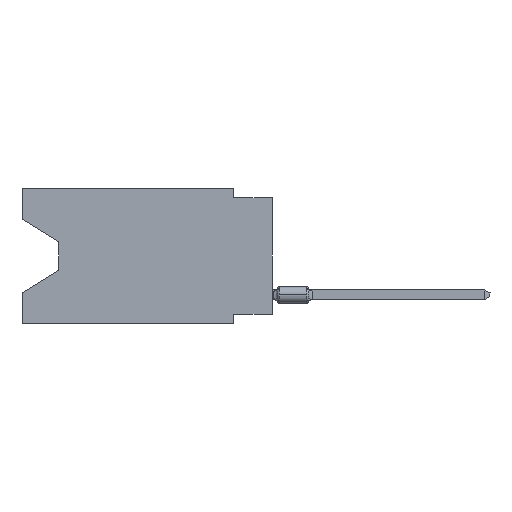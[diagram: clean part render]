
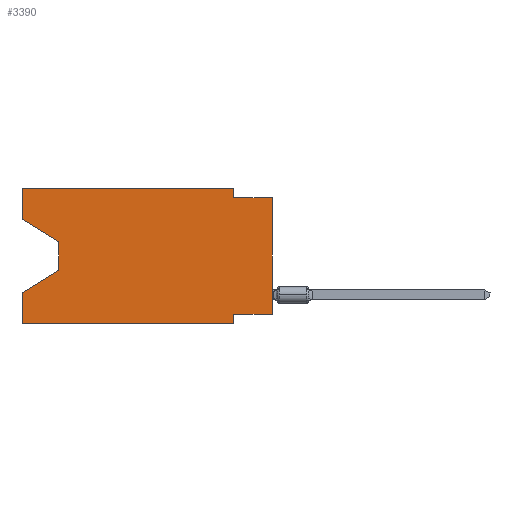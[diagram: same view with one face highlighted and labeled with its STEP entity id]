
A CAD part, left-side view. The second image highlights one B-rep face of the part: STEP entity #3390.
In plain terms, the highlighted planar face has unit normal (-1, 0, 0).
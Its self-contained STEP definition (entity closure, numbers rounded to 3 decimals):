
#1131 = CARTESIAN_POINT ( 'NONE',  ( 0., 16.383, -8.89 ) ) ;
#1951 = CARTESIAN_POINT ( 'NONE',  ( 0., 0., -0.635 ) ) ;
#2339 = VECTOR ( 'NONE', #97151, 1000. ) ;
#2727 = EDGE_CURVE ( 'NONE', #29678, #62199, #87889, .T. ) ;
#2862 = LINE ( 'NONE', #34063, #36476 ) ;
#3180 = CARTESIAN_POINT ( 'NONE',  ( 0., 16.383, -2.038 ) ) ;
#3390 = ADVANCED_FACE ( 'NONE', ( #55295 ), #38924, .F. ) ;
#3940 = VERTEX_POINT ( 'NONE', #56694 ) ;
#5950 = VECTOR ( 'NONE', #61031, 1000. ) ;
#6332 = LINE ( 'NONE', #68744, #45760 ) ;
#6867 = ORIENTED_EDGE ( 'NONE', *, *, #73797, .F. ) ;
#10454 = VERTEX_POINT ( 'NONE', #74262 ) ;
#10461 = ORIENTED_EDGE ( 'NONE', *, *, #79305, .F. ) ;
#12845 = CARTESIAN_POINT ( 'NONE',  ( 0., 2.54, -8.255 ) ) ;
#13276 = VERTEX_POINT ( 'NONE', #64975 ) ;
#13946 = VECTOR ( 'NONE', #96591, 1000. ) ;
#14377 = CARTESIAN_POINT ( 'NONE',  ( 0., 16.383, 0. ) ) ;
#14514 = DIRECTION ( 'NONE',  ( 0., -1., 0. ) ) ;
#15078 = CARTESIAN_POINT ( 'NONE',  ( 0., 0., 0. ) ) ;
#15450 = VERTEX_POINT ( 'NONE', #33845 ) ;
#15499 = DIRECTION ( 'NONE',  ( 0., 0., -1. ) ) ;
#19760 = VECTOR ( 'NONE', #14514, 1000. ) ;
#19986 = VECTOR ( 'NONE', #76846, 1000. ) ;
#21519 = EDGE_CURVE ( 'NONE', #10454, #53620, #57119, .T. ) ;
#22098 = CARTESIAN_POINT ( 'NONE',  ( 0., 16.383, 0. ) ) ;
#22745 = DIRECTION ( 'NONE',  ( 0., 0., 1. ) ) ;
#23627 = CARTESIAN_POINT ( 'NONE',  ( 0., 13.97, -5.385 ) ) ;
#24489 = ORIENTED_EDGE ( 'NONE', *, *, #42622, .T. ) ;
#24576 = DIRECTION ( 'NONE',  ( 1., 0., 0. ) ) ;
#25037 = EDGE_CURVE ( 'NONE', #15450, #42283, #37600, .T. ) ;
#27488 = ORIENTED_EDGE ( 'NONE', *, *, #94002, .T. ) ;
#27552 = LINE ( 'NONE', #50091, #2339 ) ;
#28343 = CARTESIAN_POINT ( 'NONE',  ( 0., 0., -0.635 ) ) ;
#28356 = LINE ( 'NONE', #83109, #19760 ) ;
#29678 = VERTEX_POINT ( 'NONE', #79832 ) ;
#32620 = CARTESIAN_POINT ( 'NONE',  ( 0., 16.383, 0. ) ) ;
#33845 = CARTESIAN_POINT ( 'NONE',  ( 0., 0., -8.255 ) ) ;
#34063 = CARTESIAN_POINT ( 'NONE',  ( 0., 0., -8.255 ) ) ;
#34160 = LINE ( 'NONE', #1951, #13946 ) ;
#36476 = VECTOR ( 'NONE', #61133, 1000. ) ;
#37600 = LINE ( 'NONE', #15078, #95871 ) ;
#37946 = ORIENTED_EDGE ( 'NONE', *, *, #21519, .T. ) ;
#38924 = PLANE ( 'NONE',  #43191 ) ;
#42092 = ORIENTED_EDGE ( 'NONE', *, *, #50912, .F. ) ;
#42283 = VERTEX_POINT ( 'NONE', #28343 ) ;
#42622 = EDGE_CURVE ( 'NONE', #29678, #10454, #49743, .T. ) ;
#43191 = AXIS2_PLACEMENT_3D ( 'NONE', #85522, #24576, #62463 ) ;
#45649 = LINE ( 'NONE', #22098, #19986 ) ;
#45760 = VECTOR ( 'NONE', #15499, 1000. ) ;
#45804 = CARTESIAN_POINT ( 'NONE',  ( 0., 16.383, -6.852 ) ) ;
#46362 = CARTESIAN_POINT ( 'NONE',  ( 0., 2.54, -8.89 ) ) ;
#49030 = ORIENTED_EDGE ( 'NONE', *, *, #88919, .F. ) ;
#49660 = VERTEX_POINT ( 'NONE', #46362 ) ;
#49743 = LINE ( 'NONE', #3180, #86288 ) ;
#50091 = CARTESIAN_POINT ( 'NONE',  ( 0., 2.54, -8.89 ) ) ;
#50912 = EDGE_CURVE ( 'NONE', #62967, #56826, #84489, .T. ) ;
#51557 = EDGE_CURVE ( 'NONE', #62967, #49660, #28356, .T. ) ;
#52405 = VECTOR ( 'NONE', #85499, 1000. ) ;
#53620 = VERTEX_POINT ( 'NONE', #60357 ) ;
#53926 = ORIENTED_EDGE ( 'NONE', *, *, #51557, .T. ) ;
#55295 = FACE_OUTER_BOUND ( 'NONE', #96649, .T. ) ;
#56636 = ORIENTED_EDGE ( 'NONE', *, *, #66168, .F. ) ;
#56694 = CARTESIAN_POINT ( 'NONE',  ( 0., 2.54, 0. ) ) ;
#56826 = VERTEX_POINT ( 'NONE', #45804 ) ;
#57119 = LINE ( 'NONE', #80657, #83325 ) ;
#58433 = DIRECTION ( 'NONE',  ( 0., -0.855, -0.519 ) ) ;
#60357 = CARTESIAN_POINT ( 'NONE',  ( 0., 13.97, -5.385 ) ) ;
#61031 = DIRECTION ( 'NONE',  ( 0., 0.855, -0.519 ) ) ;
#61133 = DIRECTION ( 'NONE',  ( 0., 1., 0. ) ) ;
#62199 = VERTEX_POINT ( 'NONE', #93176 ) ;
#62463 = DIRECTION ( 'NONE',  ( 0., 0., -1. ) ) ;
#62967 = VERTEX_POINT ( 'NONE', #1131 ) ;
#64359 = VECTOR ( 'NONE', #80212, 1000. ) ;
#64514 = ORIENTED_EDGE ( 'NONE', *, *, #2727, .F. ) ;
#64975 = CARTESIAN_POINT ( 'NONE',  ( 0., 2.54, -0.635 ) ) ;
#66168 = EDGE_CURVE ( 'NONE', #13276, #42283, #34160, .T. ) ;
#67373 = ORIENTED_EDGE ( 'NONE', *, *, #87855, .F. ) ;
#68744 = CARTESIAN_POINT ( 'NONE',  ( 0., 2.54, 0. ) ) ;
#70197 = LINE ( 'NONE', #23627, #5950 ) ;
#71457 = DIRECTION ( 'NONE',  ( 0., 0., -1. ) ) ;
#73797 = EDGE_CURVE ( 'NONE', #77629, #49660, #27552, .T. ) ;
#74262 = CARTESIAN_POINT ( 'NONE',  ( 0., 13.97, -3.505 ) ) ;
#76846 = DIRECTION ( 'NONE',  ( 0., -1., 0. ) ) ;
#77629 = VERTEX_POINT ( 'NONE', #12845 ) ;
#79305 = EDGE_CURVE ( 'NONE', #3940, #13276, #6332, .T. ) ;
#79832 = CARTESIAN_POINT ( 'NONE',  ( 0., 16.383, -2.038 ) ) ;
#80212 = DIRECTION ( 'NONE',  ( 0., 0., 1. ) ) ;
#80657 = CARTESIAN_POINT ( 'NONE',  ( 0., 13.97, -3.505 ) ) ;
#83109 = CARTESIAN_POINT ( 'NONE',  ( 0., 16.383, -8.89 ) ) ;
#83325 = VECTOR ( 'NONE', #71457, 1000. ) ;
#84489 = LINE ( 'NONE', #14377, #52405 ) ;
#85499 = DIRECTION ( 'NONE',  ( 0., 0., 1. ) ) ;
#85522 = CARTESIAN_POINT ( 'NONE',  ( 0., 16.383, 0. ) ) ;
#86288 = VECTOR ( 'NONE', #58433, 1000. ) ;
#87855 = EDGE_CURVE ( 'NONE', #62199, #3940, #45649, .T. ) ;
#87889 = LINE ( 'NONE', #32620, #64359 ) ;
#88919 = EDGE_CURVE ( 'NONE', #15450, #77629, #2862, .T. ) ;
#93176 = CARTESIAN_POINT ( 'NONE',  ( 0., 16.383, 0. ) ) ;
#94002 = EDGE_CURVE ( 'NONE', #53620, #56826, #70197, .T. ) ;
#95528 = ORIENTED_EDGE ( 'NONE', *, *, #25037, .T. ) ;
#95871 = VECTOR ( 'NONE', #22745, 1000. ) ;
#96591 = DIRECTION ( 'NONE',  ( 0., -1., 0. ) ) ;
#96649 = EDGE_LOOP ( 'NONE', ( #24489, #37946, #27488, #42092, #53926, #6867, #49030, #95528, #56636, #10461, #67373, #64514 ) ) ;
#97151 = DIRECTION ( 'NONE',  ( 0., 0., -1. ) ) ;
